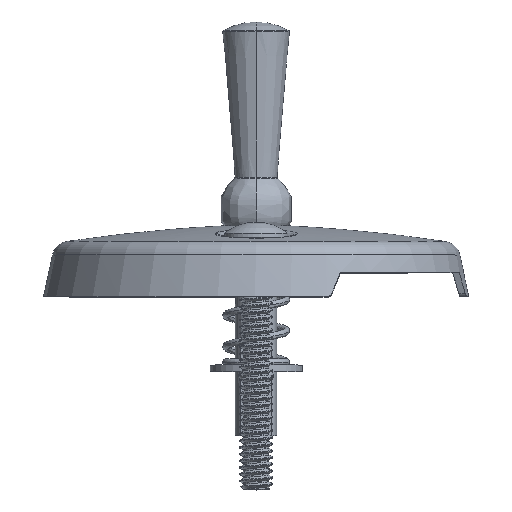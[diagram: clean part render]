
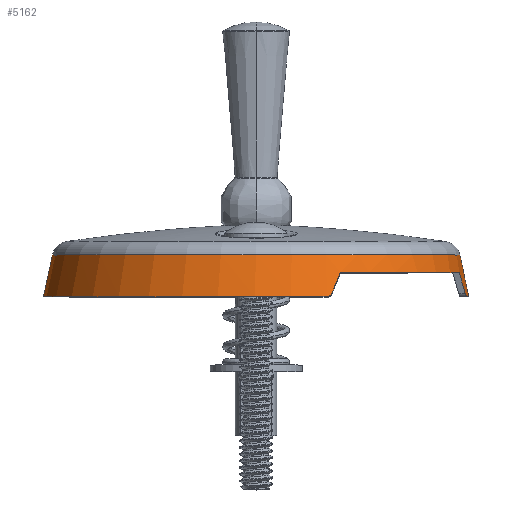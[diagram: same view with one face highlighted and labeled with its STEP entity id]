
A CAD part, top view. The second image highlights one B-rep face of the part: STEP entity #5162.
In plain terms, the highlighted conical face has half-angle 12 degrees and reference radius 39.543 mm.
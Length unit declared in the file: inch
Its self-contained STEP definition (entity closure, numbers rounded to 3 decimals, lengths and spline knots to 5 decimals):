
#2399=CARTESIAN_POINT('',(0.53029,0.,1.49896));
#2400=CARTESIAN_POINT('',(0.53423,0.,1.49757));
#2401=CARTESIAN_POINT('',(0.54208,0.00116,
1.4945));
#2402=CARTESIAN_POINT('',(0.55301,0.00634,
1.48931));
#2403=CARTESIAN_POINT('',(0.56191,0.01455,
1.4841));
#2404=CARTESIAN_POINT('',(0.56591,0.02138,
1.48102));
#2405=CARTESIAN_POINT('',(0.56738,0.02502,
1.47963));
#2410=CARTESIAN_POINT('',(0.,0.,0.));
#2411=DIRECTION('',(0.,-1.,0.));
#2412=DIRECTION('',(0.334,0.,0.943));
#2413=AXIS2_PLACEMENT_3D('',#2410,#2411,#2412);
#2418=CARTESIAN_POINT('',(0.,0.31222,0.));
#2419=DIRECTION('',(0.,1.,0.));
#2420=DIRECTION('',(-1.,0.,0.));
#2421=AXIS2_PLACEMENT_3D('',#2418,#2419,#2420);
#2426=CARTESIAN_POINT('',(0.,0.18,0.));
#2427=DIRECTION('',(0.,-1.,0.));
#2428=DIRECTION('',(1.,0.,0.));
#2429=AXIS2_PLACEMENT_3D('',#2426,#2427,#2428);
#2434=CARTESIAN_POINT('',(1.58071,0.04,0.05));
#2435=CARTESIAN_POINT('',(1.57739,0.05559,0.05));
#2436=CARTESIAN_POINT('',(1.57076,0.08675,0.05));
#2437=CARTESIAN_POINT('',(1.56084,0.13342,0.05));
#2438=CARTESIAN_POINT('',(1.55423,0.16448,0.05));
#2439=CARTESIAN_POINT('',(1.55093,0.18,0.05));
#2444=CARTESIAN_POINT('',(1.58745,0.,0.09));
#2445=CARTESIAN_POINT('',(1.58769,0.,0.08586));
#2446=CARTESIAN_POINT('',(1.58785,0.00128,
0.07757));
#2447=CARTESIAN_POINT('',(1.58713,0.00707,
0.06616));
#2448=CARTESIAN_POINT('',(1.58559,0.01591,
0.05724));
#2449=CARTESIAN_POINT('',(1.58335,0.02737,
0.05133));
#2450=CARTESIAN_POINT('',(1.5816,0.03578,0.05));
#2451=CARTESIAN_POINT('',(1.58071,0.04,0.05));
#2456=CARTESIAN_POINT('',(0.,0.,0.));
#2457=DIRECTION('',(0.,-1.,0.));
#2458=DIRECTION('',(0.998,0.,0.057));
#2459=AXIS2_PLACEMENT_3D('',#2456,#2457,#2458);
#2464=CARTESIAN_POINT('',(1.56364,0.02502,
0.25738));
#2465=CARTESIAN_POINT('',(1.56469,0.02131,
0.25588));
#2466=CARTESIAN_POINT('',(1.56685,0.01438,
0.25179));
#2467=CARTESIAN_POINT('',(1.57001,0.00624,
0.24284));
#2468=CARTESIAN_POINT('',(1.57275,0.00115,
0.23201));
#2469=CARTESIAN_POINT('',(1.57412,0.,0.22419));
#2470=CARTESIAN_POINT('',(1.57467,0.,0.22029));
#2475=CARTESIAN_POINT('',(1.56364,0.02502,
0.25738));
#2476=CARTESIAN_POINT('',(1.54904,0.0768,
0.2783));
#2477=CARTESIAN_POINT('',(1.53397,0.12846,
0.29918));
#2478=CARTESIAN_POINT('',(1.51839,0.18,0.32));
#2483=CARTESIAN_POINT('',(0.63,0.18,1.4181));
#2484=CARTESIAN_POINT('',(0.60922,0.12857,
1.43929));
#2485=CARTESIAN_POINT('',(0.58835,0.0769,
1.45978));
#2486=CARTESIAN_POINT('',(0.56738,0.02502,
1.47963));
#2543=CARTESIAN_POINT('',(0.,0.18,0.));
#2544=DIRECTION('',(0.,1.,0.));
#2545=DIRECTION('',(0.406,0.,0.914));
#2546=AXIS2_PLACEMENT_3D('',#2543,#2544,#2545);
#2602=DIRECTION('',(-0.208,0.978,0.));
#2603=VECTOR('',#2602,0.13518);
#2604=CARTESIAN_POINT('',(1.55174,0.18,0.));
#2605=LINE('',#2604,#2603);
#2617=DIRECTION('',(0.208,0.978,0.));
#2618=VECTOR('',#2617,0.3192);
#2619=CARTESIAN_POINT('',(-1.59,0.,0.));
#2620=LINE('',#2619,#2618);
#2889=CARTESIAN_POINT('',(-1.59,0.,0.));
#2890=CARTESIAN_POINT('',(-1.52364,0.31222,0.));
#2891=VERTEX_POINT('',#2889);
#2892=VERTEX_POINT('',#2890);
#2893=CARTESIAN_POINT('',(1.55174,0.18,0.));
#2894=CARTESIAN_POINT('',(1.55093,0.18,0.05));
#2895=VERTEX_POINT('',#2893);
#2896=VERTEX_POINT('',#2894);
#2899=CARTESIAN_POINT('',(1.52364,0.31222,0.));
#2900=VERTEX_POINT('',#2899);
#2901=CARTESIAN_POINT('',(1.51839,0.18,0.32));
#2903=VERTEX_POINT('',#2901);
#3029=CARTESIAN_POINT('',(0.63,0.18,1.4181));
#3031=VERTEX_POINT('',#3029);
#3037=VERTEX_POINT('',#2399);
#3038=VERTEX_POINT('',#2405);
#3044=CARTESIAN_POINT('',(1.56364,0.02502,
0.25738));
#3045=VERTEX_POINT('',#3044);
#3046=VERTEX_POINT('',#2470);
#3047=VERTEX_POINT('',#2444);
#3048=VERTEX_POINT('',#2451);
#5130=CARTESIAN_POINT('',(0.,0.15611,0.));
#5131=DIRECTION('',(0.,-1.,0.));
#5132=DIRECTION('',(-1.,0.,0.));
#5133=AXIS2_PLACEMENT_3D('',#5130,#5131,#5132);
#5134=CONICAL_SURFACE('',#5133,1.55682,12.);
#5136=ORIENTED_EDGE('',*,*,#5135,.F.);
#5138=ORIENTED_EDGE('',*,*,#5137,.T.);
#5140=ORIENTED_EDGE('',*,*,#5139,.T.);
#5142=ORIENTED_EDGE('',*,*,#5141,.T.);
#5144=ORIENTED_EDGE('',*,*,#5143,.F.);
#5145=ORIENTED_EDGE('',*,*,#5117,.T.);
#5147=ORIENTED_EDGE('',*,*,#5146,.F.);
#5149=ORIENTED_EDGE('',*,*,#5148,.F.);
#5151=ORIENTED_EDGE('',*,*,#5150,.T.);
#5153=ORIENTED_EDGE('',*,*,#5152,.F.);
#5155=ORIENTED_EDGE('',*,*,#5154,.T.);
#5157=ORIENTED_EDGE('',*,*,#5156,.F.);
#5159=ORIENTED_EDGE('',*,*,#5158,.T.);
#5160=EDGE_LOOP('',(#5136,#5138,#5140,#5142,#5144,#5145,#5147,#5149,#5151,#5153,
#5155,#5157,#5159));
#5161=FACE_OUTER_BOUND('',#5160,.F.);
#2406=B_SPLINE_CURVE_WITH_KNOTS('',3,(#2399,#2400,#2401,#2402,#2403,#2404,
#2405),.UNSPECIFIED.,.F.,.F.,(4,1,1,1,4),(0.,0.25,0.5,0.75,1.),
.UNSPECIFIED.);
#2414=CIRCLE('',#2413,1.59);
#2422=CIRCLE('',#2421,1.52364);
#2430=CIRCLE('',#2429,1.55174);
#2440=B_SPLINE_CURVE_WITH_KNOTS('',3,(#2434,#2435,#2436,#2437,#2438,#2439),
.UNSPECIFIED.,.F.,.F.,(4,1,1,4),(0.,0.33333,0.66667,1.),
.UNSPECIFIED.);
#2452=B_SPLINE_CURVE_WITH_KNOTS('',3,(#2444,#2445,#2446,#2447,#2448,#2449,#2450,
#2451),.UNSPECIFIED.,.F.,.F.,(4,1,1,1,1,4),(0.,0.2,0.4,0.6,0.8,1.),
.UNSPECIFIED.);
#2460=CIRCLE('',#2459,1.59);
#2471=B_SPLINE_CURVE_WITH_KNOTS('',3,(#2464,#2465,#2466,#2467,#2468,#2469,
#2470),.UNSPECIFIED.,.F.,.F.,(4,1,1,1,4),(0.,0.25,0.5,0.75,1.),
.UNSPECIFIED.);
#2479=B_SPLINE_CURVE_WITH_KNOTS('',3,(#2475,#2476,#2477,#2478),.UNSPECIFIED.,
.F.,.F.,(4,4),(0.,1.),.UNSPECIFIED.);
#2487=B_SPLINE_CURVE_WITH_KNOTS('',3,(#2483,#2484,#2485,#2486),.UNSPECIFIED.,
.F.,.F.,(4,4),(0.,1.),.UNSPECIFIED.);
#2547=CIRCLE('',#2546,1.55174);
#5117=EDGE_CURVE('',#2895,#2896,#2430,.T.);
#5135=EDGE_CURVE('',#3037,#3038,#2406,.T.);
#5137=EDGE_CURVE('',#3037,#2891,#2414,.T.);
#5139=EDGE_CURVE('',#2891,#2892,#2620,.T.);
#5141=EDGE_CURVE('',#2892,#2900,#2422,.T.);
#5143=EDGE_CURVE('',#2895,#2900,#2605,.T.);
#5146=EDGE_CURVE('',#3048,#2896,#2440,.T.);
#5148=EDGE_CURVE('',#3047,#3048,#2452,.T.);
#5150=EDGE_CURVE('',#3047,#3046,#2460,.T.);
#5152=EDGE_CURVE('',#3045,#3046,#2471,.T.);
#5154=EDGE_CURVE('',#3045,#2903,#2479,.T.);
#5156=EDGE_CURVE('',#3031,#2903,#2547,.T.);
#5158=EDGE_CURVE('',#3031,#3038,#2487,.T.);
#5162=ADVANCED_FACE('',(#5161),#5134,.T.);
